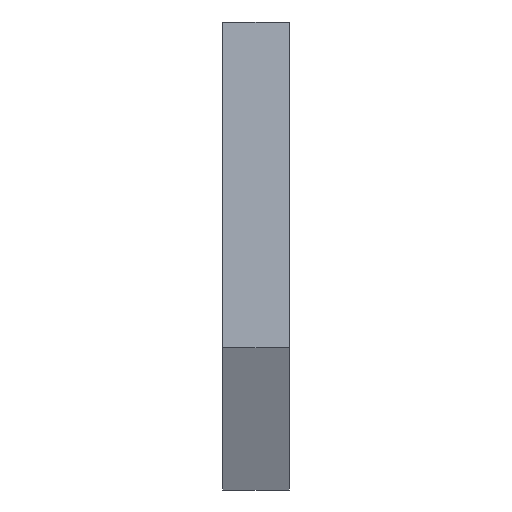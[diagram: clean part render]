
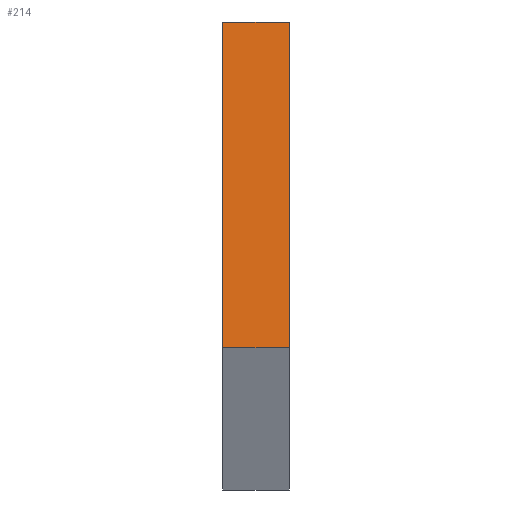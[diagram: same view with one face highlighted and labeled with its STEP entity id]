
A CAD part, top view. The second image highlights one B-rep face of the part: STEP entity #214.
In plain terms, the highlighted planar face has unit normal (0, 0.917, 0.399).
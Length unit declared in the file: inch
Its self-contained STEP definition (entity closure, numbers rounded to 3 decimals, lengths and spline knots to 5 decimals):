
#46 = VECTOR ( 'NONE', #725, 39.37008 ) ;
#75 = VERTEX_POINT ( 'NONE', #291 ) ;
#79 = LINE ( 'NONE', #501, #293 ) ;
#137 = VERTEX_POINT ( 'NONE', #728 ) ;
#145 = DIRECTION ( 'NONE',  ( 1., 0., 0. ) ) ;
#214 = ADVANCED_FACE ( 'NONE', ( #324 ), #602, .F. ) ;
#218 = EDGE_CURVE ( 'NONE', #391, #75, #253, .T. ) ;
#253 = LINE ( 'NONE', #555, #690 ) ;
#283 = EDGE_CURVE ( 'NONE', #453, #391, #747, .T. ) ;
#291 = CARTESIAN_POINT ( 'NONE',  ( 2.67126, 5.76302, 0. ) ) ;
#293 = VECTOR ( 'NONE', #549, 39.37008 ) ;
#310 = DIRECTION ( 'NONE',  ( 0., 0.399, -0.917 ) ) ;
#320 = CARTESIAN_POINT ( 'NONE',  ( -18.84803, 5.76302, 0. ) ) ;
#324 = FACE_OUTER_BOUND ( 'NONE', #525, .T. ) ;
#327 = ORIENTED_EDGE ( 'NONE', *, *, #579, .T. ) ;
#376 = DIRECTION ( 'NONE',  ( 0., -0.917, -0.399 ) ) ;
#391 = VERTEX_POINT ( 'NONE', #482 ) ;
#419 = CARTESIAN_POINT ( 'NONE',  ( -18.84803, -1.62254, 16.98564 ) ) ;
#453 = VERTEX_POINT ( 'NONE', #721 ) ;
#482 = CARTESIAN_POINT ( 'NONE',  ( 2.67126, -1.62254, 16.98564 ) ) ;
#489 = LINE ( 'NONE', #320, #46 ) ;
#501 = CARTESIAN_POINT ( 'NONE',  ( 1.17126, -1.62254, 16.98564 ) ) ;
#525 = EDGE_LOOP ( 'NONE', ( #643, #327, #530, #745 ) ) ;
#527 = VECTOR ( 'NONE', #145, 39.37008 ) ;
#530 = ORIENTED_EDGE ( 'NONE', *, *, #283, .T. ) ;
#549 = DIRECTION ( 'NONE',  ( 0., -0.399, 0.917 ) ) ;
#555 = CARTESIAN_POINT ( 'NONE',  ( 2.67126, -1.62254, 16.98564 ) ) ;
#559 = AXIS2_PLACEMENT_3D ( 'NONE', #419, #376, #310 ) ;
#573 = CARTESIAN_POINT ( 'NONE',  ( -18.84803, -1.62254, 16.98564 ) ) ;
#579 = EDGE_CURVE ( 'NONE', #137, #453, #79, .T. ) ;
#581 = EDGE_CURVE ( 'NONE', #137, #75, #489, .T. ) ;
#602 = PLANE ( 'NONE',  #559 ) ;
#643 = ORIENTED_EDGE ( 'NONE', *, *, #581, .F. ) ;
#665 = DIRECTION ( 'NONE',  ( 0., 0.399, -0.917 ) ) ;
#690 = VECTOR ( 'NONE', #665, 39.37008 ) ;
#721 = CARTESIAN_POINT ( 'NONE',  ( 1.17126, -1.62254, 16.98564 ) ) ;
#725 = DIRECTION ( 'NONE',  ( 1., 0., 0. ) ) ;
#728 = CARTESIAN_POINT ( 'NONE',  ( 1.17126, 5.76302, 0. ) ) ;
#745 = ORIENTED_EDGE ( 'NONE', *, *, #218, .T. ) ;
#747 = LINE ( 'NONE', #573, #527 ) ;
